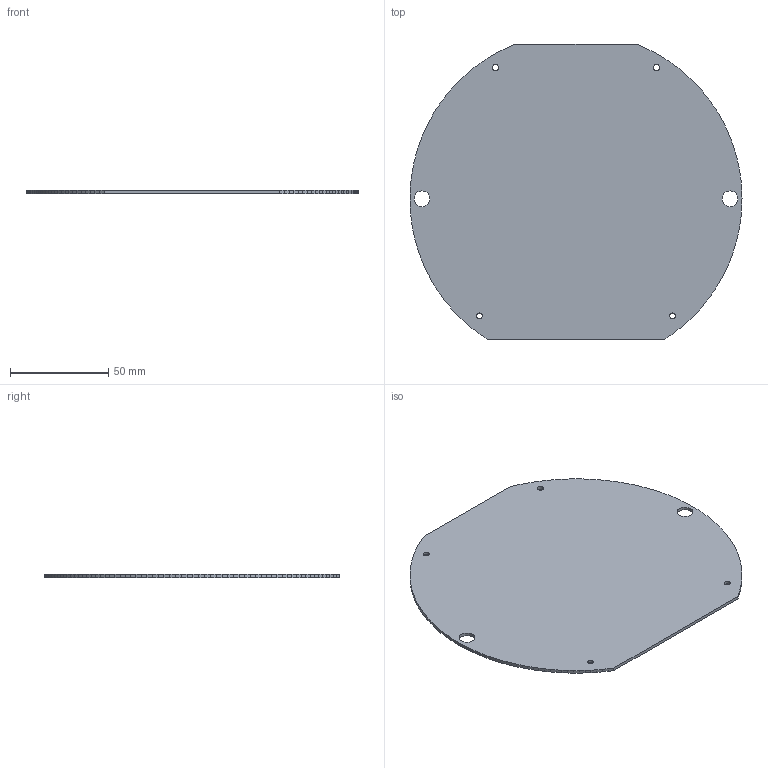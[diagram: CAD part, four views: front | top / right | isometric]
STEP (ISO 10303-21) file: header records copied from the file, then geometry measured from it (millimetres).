
FILE_DESCRIPTION (( 'STEP AP203' ), '1' );
FILE_NAME ('Board_Mec.STEP', '2018-05-01T11:51:34', ( '' ), ( '' ), 'SwSTEP 2.0', 'SolidWorks 2017', '' );
FILE_SCHEMA (( 'CONFIG_CONTROL_DESIGN' ));
Length unit declared in the file: millimetre
Products named in the file (1): Board_Mec
Bounding box: 169 x 150.57 x 1.59 mm (x, y, z)
Volume: 33857.5 mm3; surface area: 43565.1 mm2
Topology: 1 solids, 1 shells, 142 faces, 420 edges, 280 vertices
Faces by surface type: plane 130, cylinder 12
Entity records: 4769 total; most frequent: CARTESIAN_POINT 843, ORIENTED_EDGE 840, DIRECTION 730, EDGE_CURVE 420, VECTOR 396, LINE 396, VERTEX_POINT 280, AXIS2_PLACEMENT_3D 167
